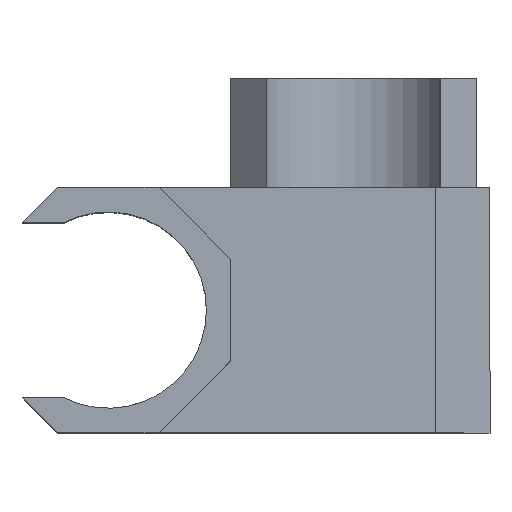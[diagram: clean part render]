
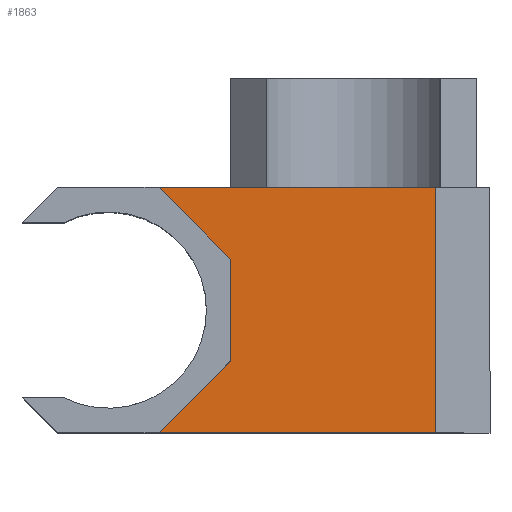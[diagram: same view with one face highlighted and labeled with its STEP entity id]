
A CAD part, top view. The second image highlights one B-rep face of the part: STEP entity #1863.
In plain terms, the highlighted planar face has unit normal (0, 0, 1).
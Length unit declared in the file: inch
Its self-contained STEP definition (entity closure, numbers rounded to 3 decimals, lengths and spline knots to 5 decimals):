
#45 = EDGE_CURVE ( 'NONE', #493, #1623, #196, .T. ) ;
#101 = VECTOR ( 'NONE', #2071, 39.37008 ) ;
#109 = PLANE ( 'NONE',  #2433 ) ;
#186 = CARTESIAN_POINT ( 'NONE',  ( 0.5625, -0.233, 1.25 ) ) ;
#196 = LINE ( 'NONE', #513, #2241 ) ;
#236 = CARTESIAN_POINT ( 'NONE',  ( 0.5625, 0.233, 1.25 ) ) ;
#321 = DIRECTION ( 'NONE',  ( 0., 1., 0. ) ) ;
#337 = FACE_OUTER_BOUND ( 'NONE', #1996, .T. ) ;
#349 = ORIENTED_EDGE ( 'NONE', *, *, #1822, .F. ) ;
#358 = ORIENTED_EDGE ( 'NONE', *, *, #598, .F. ) ;
#394 = VECTOR ( 'NONE', #1894, 39.37008 ) ;
#486 = CARTESIAN_POINT ( 'NONE',  ( 1.5, 0.5625, 1.25 ) ) ;
#493 = VERTEX_POINT ( 'NONE', #938 ) ;
#513 = CARTESIAN_POINT ( 'NONE',  ( 0.233, 0.5625, 1.25 ) ) ;
#544 = LINE ( 'NONE', #696, #2369 ) ;
#594 = CARTESIAN_POINT ( 'NONE',  ( 0.233, -0.5625, 1.25 ) ) ;
#598 = EDGE_CURVE ( 'NONE', #493, #970, #1702, .T. ) ;
#626 = VERTEX_POINT ( 'NONE', #806 ) ;
#696 = CARTESIAN_POINT ( 'NONE',  ( 0.5625, 0.5625, 1.25 ) ) ;
#806 = CARTESIAN_POINT ( 'NONE',  ( 1.5, -0.5625, 1.25 ) ) ;
#809 = CARTESIAN_POINT ( 'NONE',  ( 0.5625, -0.233, 1.25 ) ) ;
#823 = VERTEX_POINT ( 'NONE', #594 ) ;
#827 = EDGE_CURVE ( 'NONE', #1710, #823, #1669, .T. ) ;
#938 = CARTESIAN_POINT ( 'NONE',  ( 0.233, 0.5625, 1.25 ) ) ;
#970 = VERTEX_POINT ( 'NONE', #486 ) ;
#1046 = VECTOR ( 'NONE', #1318, 39.37008 ) ;
#1278 = DIRECTION ( 'NONE',  ( 0.707, -0.707, 0. ) ) ;
#1318 = DIRECTION ( 'NONE',  ( -0.707, -0.707, 0. ) ) ;
#1325 = LINE ( 'NONE', #1857, #101 ) ;
#1424 = DIRECTION ( 'NONE',  ( 0., 0., 1. ) ) ;
#1512 = CARTESIAN_POINT ( 'NONE',  ( 0.5, -0.5625, 1.25 ) ) ;
#1589 = ORIENTED_EDGE ( 'NONE', *, *, #1713, .T. ) ;
#1623 = VERTEX_POINT ( 'NONE', #236 ) ;
#1625 = ORIENTED_EDGE ( 'NONE', *, *, #827, .T. ) ;
#1669 = LINE ( 'NONE', #186, #1046 ) ;
#1702 = LINE ( 'NONE', #2002, #1767 ) ;
#1710 = VERTEX_POINT ( 'NONE', #809 ) ;
#1713 = EDGE_CURVE ( 'NONE', #626, #970, #1325, .T. ) ;
#1767 = VECTOR ( 'NONE', #1817, 39.37008 ) ;
#1817 = DIRECTION ( 'NONE',  ( 1., 0., 0. ) ) ;
#1822 = EDGE_CURVE ( 'NONE', #1710, #1623, #544, .T. ) ;
#1823 = ORIENTED_EDGE ( 'NONE', *, *, #1911, .F. ) ;
#1857 = CARTESIAN_POINT ( 'NONE',  ( 1.5, 2.33027, 1.25 ) ) ;
#1863 = ADVANCED_FACE ( 'NONE', ( #337 ), #109, .T. ) ;
#1894 = DIRECTION ( 'NONE',  ( -1., 0., 0. ) ) ;
#1895 = LINE ( 'NONE', #1512, #394 ) ;
#1911 = EDGE_CURVE ( 'NONE', #626, #823, #1895, .T. ) ;
#1996 = EDGE_LOOP ( 'NONE', ( #1823, #1589, #358, #2332, #349, #1625 ) ) ;
#2002 = CARTESIAN_POINT ( 'NONE',  ( 0.5, 0.5625, 1.25 ) ) ;
#2071 = DIRECTION ( 'NONE',  ( 0., 1., 0. ) ) ;
#2201 = CARTESIAN_POINT ( 'NONE',  ( 0.5, 2.33027, 1.25 ) ) ;
#2241 = VECTOR ( 'NONE', #1278, 39.37008 ) ;
#2332 = ORIENTED_EDGE ( 'NONE', *, *, #45, .T. ) ;
#2369 = VECTOR ( 'NONE', #321, 39.37008 ) ;
#2384 = DIRECTION ( 'NONE',  ( 1., 0., 0. ) ) ;
#2433 = AXIS2_PLACEMENT_3D ( 'NONE', #2201, #1424, #2384 ) ;
